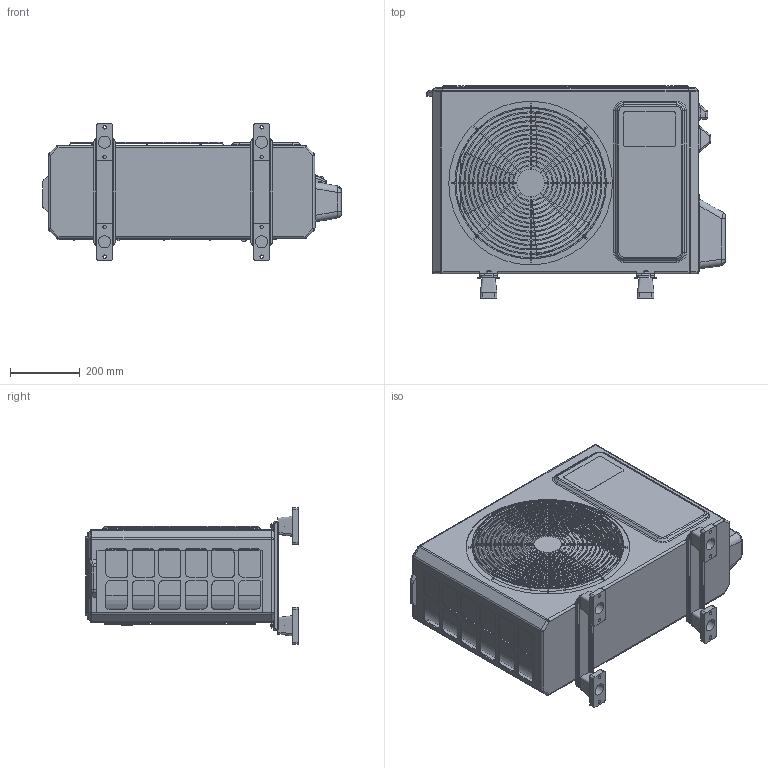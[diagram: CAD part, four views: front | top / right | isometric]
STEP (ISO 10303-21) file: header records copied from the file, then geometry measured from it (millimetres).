
FILE_DESCRIPTION (( 'STEP AP214' ), '1' );
FILE_NAME ('59.ODU.09 (VM) R01.STEP', '2022-08-05T23:36:41', ( '' ), ( '' ), 'SwSTEP 2.0', 'SolidWorks 2020', '' );
FILE_SCHEMA (( 'AUTOMOTIVE_DESIGN' ));
Length unit declared in the file: inch
Products named in the file (8): Spacer, .375 x .375in, Alu 92510A795_92510A795; RUB-VIBABS-4PS Pioneer Vibration Foot (part)_RUB-VIBABS-4PS; Washer, .375 x .875in OD, SS 92141A031_92141A031; Nut, M8 SS 91828A410_91828A410; 59.ODU.09 (VM) R01; 59.ODU.LAB; Pioneer ODU Simple_Pioneer 09k ODU - YN009GMFI20RPD; RUB-VIBABS-4PS Pioneer Vibration Foot_RUB-VIBABS-4PS
Assembly tree (10 placements, depth 3):
  59.ODU.09 (VM) R01
    Pioneer ODU Simple_Pioneer 09k ODU - YN009GMFI20RPD
    RUB-VIBABS-4PS Pioneer Vibration Foot_RUB-VIBABS-4PS  x4
      RUB-VIBABS-4PS Pioneer Vibration Foot (part)_RUB-VIBABS-4PS
      Nut, M8 SS 91828A410_91828A410
      Spacer, .375 x .375in, Alu 92510A795_92510A795
      Washer, .375 x .875in OD, SS 92141A031_92141A031
    59.ODU.LAB
Bounding box: 857.25 x 609.43 x 392.75 mm (x, y, z)
Volume: 54332176.1 mm3; surface area: 2917477.8 mm2
Topology: 18 solids, 18 shells, 1730 faces, 4832 edges, 3088 vertices
Faces by surface type: cylinder 805, plane 715, cone 84, bspline 50, torus 44, sphere 32
Entity records: 50082 total; most frequent: CARTESIAN_POINT 12725, ORIENTED_EDGE 7654, DIRECTION 7407, EDGE_CURVE 3827, AXIS2_PLACEMENT_3D 2508, VERTEX_POINT 2434, LINE 2391, VECTOR 2391
